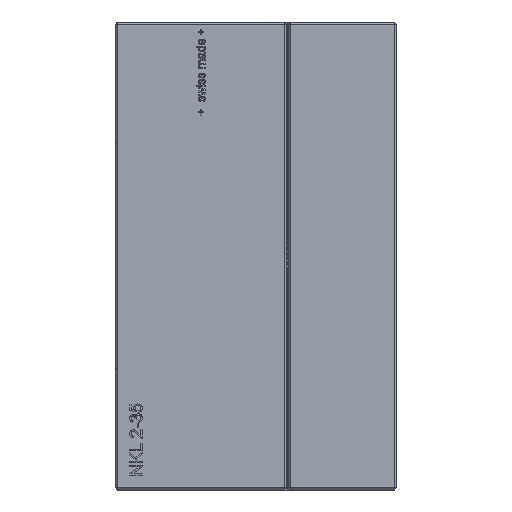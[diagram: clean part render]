
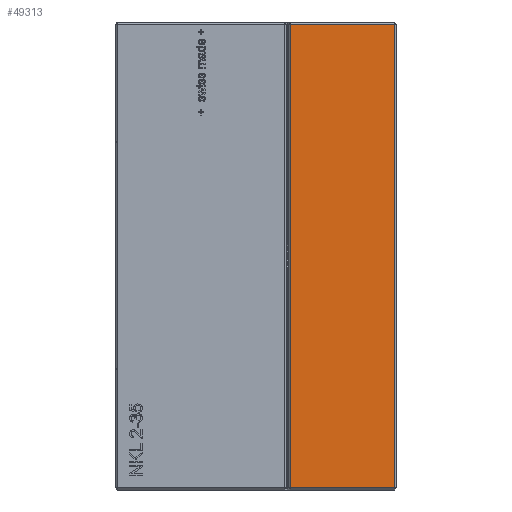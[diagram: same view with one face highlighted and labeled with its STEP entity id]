
A CAD part, left-side view. The second image highlights one B-rep face of the part: STEP entity #49313.
In plain terms, the highlighted planar face has unit normal (-1, 0, 0).
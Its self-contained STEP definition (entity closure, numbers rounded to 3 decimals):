
#47480 = PLANE('',#47481);
#47481 = AXIS2_PLACEMENT_3D('',#47482,#47483,#47484);
#47482 = CARTESIAN_POINT('',(-19.925,8.005,0.));
#47483 = DIRECTION('',(0.707,-0.707,
    0.));
#47484 = DIRECTION('',(0.,0.,1.));
#47819 = PLANE('',#47820);
#47820 = AXIS2_PLACEMENT_3D('',#47821,#47822,#47823);
#47821 = CARTESIAN_POINT('',(-19.925,0.,0.075));
#47822 = DIRECTION('',(0.707,0.,0.707));
#47823 = DIRECTION('',(0.,-1.,0.));
#48110 = VERTEX_POINT('',#48111);
#48111 = CARTESIAN_POINT('',(-20.,7.93,34.85));
#48137 = EDGE_CURVE('',#48138,#48110,#48140,.T.);
#48138 = VERTEX_POINT('',#48139);
#48139 = CARTESIAN_POINT('',(-20.,7.93,0.15));
#48140 = SURFACE_CURVE('',#48141,(#48145,#48152),.PCURVE_S1.);
#48141 = LINE('',#48142,#48143);
#48142 = CARTESIAN_POINT('',(-20.,7.93,0.));
#48143 = VECTOR('',#48144,1.);
#48144 = DIRECTION('',(0.,0.,1.));
#48145 = PCURVE('',#47480,#48146);
#48146 = DEFINITIONAL_REPRESENTATION('',(#48147),#48151);
#48147 = LINE('',#48148,#48149);
#48148 = CARTESIAN_POINT('',(0.,0.106));
#48149 = VECTOR('',#48150,1.);
#48150 = DIRECTION('',(1.,0.));
#48151 = ( GEOMETRIC_REPRESENTATION_CONTEXT(2) 
PARAMETRIC_REPRESENTATION_CONTEXT() REPRESENTATION_CONTEXT('2D SPACE',''
  ) );
#48152 = PCURVE('',#48153,#48158);
#48153 = PLANE('',#48154);
#48154 = AXIS2_PLACEMENT_3D('',#48155,#48156,#48157);
#48155 = CARTESIAN_POINT('',(-20.,0.,0.));
#48156 = DIRECTION('',(-1.,0.,0.));
#48157 = DIRECTION('',(0.,1.,0.));
#48158 = DEFINITIONAL_REPRESENTATION('',(#48159),#48163);
#48159 = LINE('',#48160,#48161);
#48160 = CARTESIAN_POINT('',(7.93,0.));
#48161 = VECTOR('',#48162,1.);
#48162 = DIRECTION('',(0.,-1.));
#48163 = ( GEOMETRIC_REPRESENTATION_CONTEXT(2) 
PARAMETRIC_REPRESENTATION_CONTEXT() REPRESENTATION_CONTEXT('2D SPACE',''
  ) );
#48543 = PLANE('',#48544);
#48544 = AXIS2_PLACEMENT_3D('',#48545,#48546,#48547);
#48545 = CARTESIAN_POINT('',(-19.925,0.,34.925));
#48546 = DIRECTION('',(-0.707,0.,0.707));
#48547 = DIRECTION('',(0.,-1.,0.));
#48764 = VERTEX_POINT('',#48765);
#48765 = CARTESIAN_POINT('',(-20.,0.15,0.15));
#48791 = EDGE_CURVE('',#48764,#48138,#48792,.T.);
#48792 = SURFACE_CURVE('',#48793,(#48797,#48804),.PCURVE_S1.);
#48793 = LINE('',#48794,#48795);
#48794 = CARTESIAN_POINT('',(-20.,0.,0.15));
#48795 = VECTOR('',#48796,1.);
#48796 = DIRECTION('',(0.,1.,0.));
#48797 = PCURVE('',#47819,#48798);
#48798 = DEFINITIONAL_REPRESENTATION('',(#48799),#48803);
#48799 = LINE('',#48800,#48801);
#48800 = CARTESIAN_POINT('',(0.,-0.106));
#48801 = VECTOR('',#48802,1.);
#48802 = DIRECTION('',(-1.,0.));
#48803 = ( GEOMETRIC_REPRESENTATION_CONTEXT(2) 
PARAMETRIC_REPRESENTATION_CONTEXT() REPRESENTATION_CONTEXT('2D SPACE',''
  ) );
#48804 = PCURVE('',#48153,#48805);
#48805 = DEFINITIONAL_REPRESENTATION('',(#48806),#48810);
#48806 = LINE('',#48807,#48808);
#48807 = CARTESIAN_POINT('',(0.,-0.15));
#48808 = VECTOR('',#48809,1.);
#48809 = DIRECTION('',(1.,0.));
#48810 = ( GEOMETRIC_REPRESENTATION_CONTEXT(2) 
PARAMETRIC_REPRESENTATION_CONTEXT() REPRESENTATION_CONTEXT('2D SPACE',''
  ) );
#49313 = ADVANCED_FACE('',(#49314),#48153,.T.);
#49314 = FACE_BOUND('',#49315,.T.);
#49315 = EDGE_LOOP('',(#49316,#49317,#49318,#49346));
#49316 = ORIENTED_EDGE('',*,*,#48137,.F.);
#49317 = ORIENTED_EDGE('',*,*,#48791,.F.);
#49318 = ORIENTED_EDGE('',*,*,#49319,.T.);
#49319 = EDGE_CURVE('',#48764,#49320,#49322,.T.);
#49320 = VERTEX_POINT('',#49321);
#49321 = CARTESIAN_POINT('',(-20.,0.15,34.85));
#49322 = SURFACE_CURVE('',#49323,(#49327,#49334),.PCURVE_S1.);
#49323 = LINE('',#49324,#49325);
#49324 = CARTESIAN_POINT('',(-20.,0.15,0.));
#49325 = VECTOR('',#49326,1.);
#49326 = DIRECTION('',(0.,0.,1.));
#49327 = PCURVE('',#48153,#49328);
#49328 = DEFINITIONAL_REPRESENTATION('',(#49329),#49333);
#49329 = LINE('',#49330,#49331);
#49330 = CARTESIAN_POINT('',(0.15,0.));
#49331 = VECTOR('',#49332,1.);
#49332 = DIRECTION('',(0.,-1.));
#49333 = ( GEOMETRIC_REPRESENTATION_CONTEXT(2) 
PARAMETRIC_REPRESENTATION_CONTEXT() REPRESENTATION_CONTEXT('2D SPACE',''
  ) );
#49334 = PCURVE('',#49335,#49340);
#49335 = PLANE('',#49336);
#49336 = AXIS2_PLACEMENT_3D('',#49337,#49338,#49339);
#49337 = CARTESIAN_POINT('',(-19.925,0.075,0.));
#49338 = DIRECTION('',(0.707,0.707,
    0.));
#49339 = DIRECTION('',(0.,0.,1.));
#49340 = DEFINITIONAL_REPRESENTATION('',(#49341),#49345);
#49341 = LINE('',#49342,#49343);
#49342 = CARTESIAN_POINT('',(0.,-0.106));
#49343 = VECTOR('',#49344,1.);
#49344 = DIRECTION('',(1.,0.));
#49345 = ( GEOMETRIC_REPRESENTATION_CONTEXT(2) 
PARAMETRIC_REPRESENTATION_CONTEXT() REPRESENTATION_CONTEXT('2D SPACE',''
  ) );
#49346 = ORIENTED_EDGE('',*,*,#49347,.T.);
#49347 = EDGE_CURVE('',#49320,#48110,#49348,.T.);
#49348 = SURFACE_CURVE('',#49349,(#49353,#49360),.PCURVE_S1.);
#49349 = LINE('',#49350,#49351);
#49350 = CARTESIAN_POINT('',(-20.,0.,34.85));
#49351 = VECTOR('',#49352,1.);
#49352 = DIRECTION('',(0.,1.,0.));
#49353 = PCURVE('',#48153,#49354);
#49354 = DEFINITIONAL_REPRESENTATION('',(#49355),#49359);
#49355 = LINE('',#49356,#49357);
#49356 = CARTESIAN_POINT('',(0.,-34.85));
#49357 = VECTOR('',#49358,1.);
#49358 = DIRECTION('',(1.,0.));
#49359 = ( GEOMETRIC_REPRESENTATION_CONTEXT(2) 
PARAMETRIC_REPRESENTATION_CONTEXT() REPRESENTATION_CONTEXT('2D SPACE',''
  ) );
#49360 = PCURVE('',#48543,#49361);
#49361 = DEFINITIONAL_REPRESENTATION('',(#49362),#49366);
#49362 = LINE('',#49363,#49364);
#49363 = CARTESIAN_POINT('',(0.,-0.106));
#49364 = VECTOR('',#49365,1.);
#49365 = DIRECTION('',(-1.,0.));
#49366 = ( GEOMETRIC_REPRESENTATION_CONTEXT(2) 
PARAMETRIC_REPRESENTATION_CONTEXT() REPRESENTATION_CONTEXT('2D SPACE',''
  ) );
